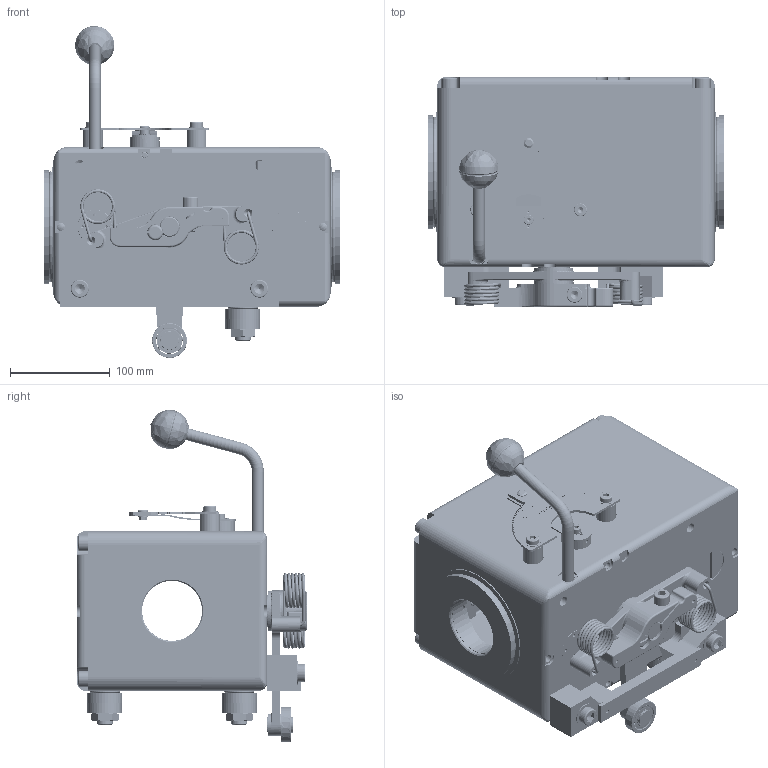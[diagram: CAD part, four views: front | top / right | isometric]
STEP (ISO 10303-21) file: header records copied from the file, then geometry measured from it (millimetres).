
FILE_DESCRIPTION (( 'STEP AP214' ), '1' );
FILE_NAME ('RG4-60-0MCRF Drehrichtung links.STEP', '2019-10-18T09:38:37', ( '' ), ( '' ), 'SwSTEP 2.0', 'SolidWorks 2019', '' );
FILE_SCHEMA (( 'AUTOMOTIVE_DESIGN' ));
Length unit declared in the file: millimetre
Products named in the file (1): RG4-60-0MCRF Drehrichtung links
Bounding box: 297 x 230 x 332.9 mm (x, y, z)
Volume: 3667002.9 mm3; surface area: 867706.8 mm2
Topology: 162 solids, 162 shells, 3539 faces, 8814 edges, 5418 vertices
Faces by surface type: plane 1281, cylinder 1261, cone 411, bspline 378, torus 176, sphere 32
Entity records: 159023 total; most frequent: CARTESIAN_POINT 35216, DIRECTION 17818, ORIENTED_EDGE 17032, EDGE_CURVE 8516, AXIS2_PLACEMENT_3D 6863, VERTEX_POINT 5418, LINE 4092, VECTOR 4092
